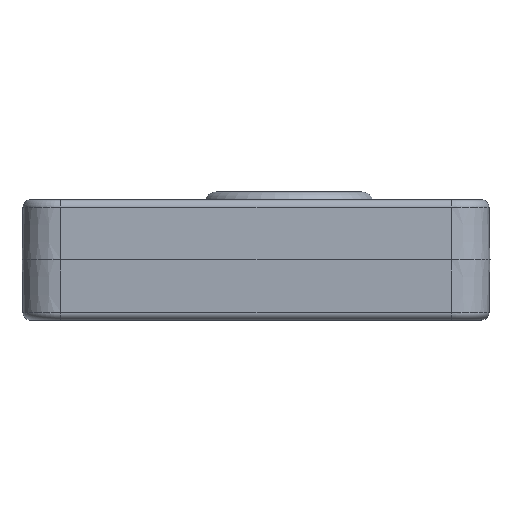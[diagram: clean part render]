
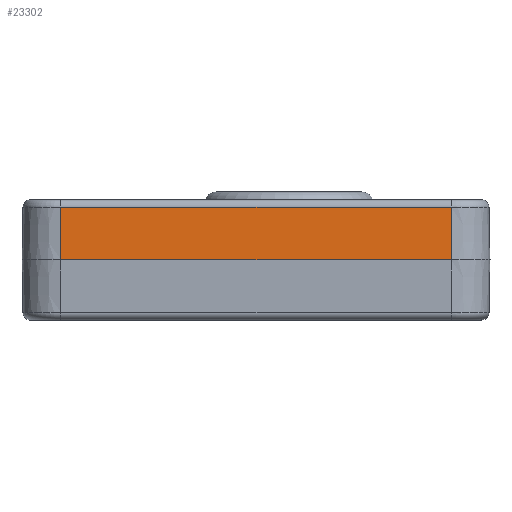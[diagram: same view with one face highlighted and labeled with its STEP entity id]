
A CAD part, left-side view. The second image highlights one B-rep face of the part: STEP entity #23302.
In plain terms, the highlighted planar face has unit normal (-1, 0, 0.018).
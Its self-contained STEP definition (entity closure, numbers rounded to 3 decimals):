
#18671 = CYLINDRICAL_SURFACE('',#18672,2.);
#18672 = AXIS2_PLACEMENT_3D('',#18673,#18674,#18675);
#18673 = CARTESIAN_POINT('',(-55.014,59.049,-2.));
#18674 = DIRECTION('',(0.,-1.,0.));
#18675 = DIRECTION('',(0.,0.,1.));
#21730 = VERTEX_POINT('',#21731);
#21731 = CARTESIAN_POINT('',(-57.014,58.75,-1.965));
#21746 = CONICAL_SURFACE('',#21747,9.882,0.017);
#21747 = AXIS2_PLACEMENT_3D('',#21748,#21749,#21750);
#21748 = CARTESIAN_POINT('',(-47.25,58.75,-8.733));
#21749 = DIRECTION('',(0.,0.,-1.));
#21750 = DIRECTION('',(-1.,0.,0.));
#21786 = EDGE_CURVE('',#21730,#21787,#21789,.T.);
#21787 = VERTEX_POINT('',#21788);
#21788 = CARTESIAN_POINT('',(-57.014,-41.75,
    -1.965));
#21789 = SURFACE_CURVE('',#21790,(#21794,#21801),.PCURVE_S1.);
#21790 = LINE('',#21791,#21792);
#21791 = CARTESIAN_POINT('',(-57.014,58.75,
    -1.965));
#21792 = VECTOR('',#21793,1.);
#21793 = DIRECTION('',(0.,-1.,0.));
#21794 = PCURVE('',#18671,#21795);
#21795 = DEFINITIONAL_REPRESENTATION('',(#21796),#21800);
#21796 = LINE('',#21797,#21798);
#21797 = CARTESIAN_POINT('',(1.553,0.299));
#21798 = VECTOR('',#21799,1.);
#21799 = DIRECTION('',(0.,1.));
#21800 = ( GEOMETRIC_REPRESENTATION_CONTEXT(2) 
PARAMETRIC_REPRESENTATION_CONTEXT() REPRESENTATION_CONTEXT('2D SPACE',''
  ) );
#21801 = PCURVE('',#21802,#21807);
#21802 = PLANE('',#21803);
#21803 = AXIS2_PLACEMENT_3D('',#21804,#21805,#21806);
#21804 = CARTESIAN_POINT('',(-57.25,58.75,-15.5));
#21805 = DIRECTION('',(-1.,0.,0.017));
#21806 = DIRECTION('',(0.,-1.,0.));
#21807 = DEFINITIONAL_REPRESENTATION('',(#21808),#21812);
#21808 = LINE('',#21809,#21810);
#21809 = CARTESIAN_POINT('',(0.,13.537));
#21810 = VECTOR('',#21811,1.);
#21811 = DIRECTION('',(1.,0.));
#21812 = ( GEOMETRIC_REPRESENTATION_CONTEXT(2) 
PARAMETRIC_REPRESENTATION_CONTEXT() REPRESENTATION_CONTEXT('2D SPACE',''
  ) );
#21858 = CONICAL_SURFACE('',#21859,9.882,0.017);
#21859 = AXIS2_PLACEMENT_3D('',#21860,#21861,#21862);
#21860 = CARTESIAN_POINT('',(-47.25,-41.75,-8.733));
#21861 = DIRECTION('',(0.,0.,-1.));
#21862 = DIRECTION('',(-1.,0.,0.));
#23253 = VERTEX_POINT('',#23254);
#23254 = CARTESIAN_POINT('',(-57.25,58.75,-15.5));
#23281 = EDGE_CURVE('',#21730,#23253,#23282,.T.);
#23282 = SURFACE_CURVE('',#23283,(#23287,#23294),.PCURVE_S1.);
#23283 = LINE('',#23284,#23285);
#23284 = CARTESIAN_POINT('',(-57.014,58.75,
    -1.965));
#23285 = VECTOR('',#23286,1.);
#23286 = DIRECTION('',(-0.017,0.,
    -1.));
#23287 = PCURVE('',#21746,#23288);
#23288 = DEFINITIONAL_REPRESENTATION('',(#23289),#23293);
#23289 = LINE('',#23290,#23291);
#23290 = CARTESIAN_POINT('',(0.,-6.767));
#23291 = VECTOR('',#23292,1.);
#23292 = DIRECTION('',(0.,1.));
#23293 = ( GEOMETRIC_REPRESENTATION_CONTEXT(2) 
PARAMETRIC_REPRESENTATION_CONTEXT() REPRESENTATION_CONTEXT('2D SPACE',''
  ) );
#23294 = PCURVE('',#21802,#23295);
#23295 = DEFINITIONAL_REPRESENTATION('',(#23296),#23300);
#23296 = LINE('',#23297,#23298);
#23297 = CARTESIAN_POINT('',(0.,13.537));
#23298 = VECTOR('',#23299,1.);
#23299 = DIRECTION('',(0.,-1.));
#23300 = ( GEOMETRIC_REPRESENTATION_CONTEXT(2) 
PARAMETRIC_REPRESENTATION_CONTEXT() REPRESENTATION_CONTEXT('2D SPACE',''
  ) );
#23302 = ADVANCED_FACE('',(#23303),#21802,.T.);
#23303 = FACE_BOUND('',#23304,.F.);
#23304 = EDGE_LOOP('',(#23305,#23306,#23351,#23377));
#23305 = ORIENTED_EDGE('',*,*,#21786,.T.);
#23306 = ORIENTED_EDGE('',*,*,#23307,.T.);
#23307 = EDGE_CURVE('',#21787,#23308,#23310,.T.);
#23308 = VERTEX_POINT('',#23309);
#23309 = CARTESIAN_POINT('',(-57.25,-41.75,-15.5));
#23310 = SURFACE_CURVE('',#23311,(#23315,#23322),.PCURVE_S1.);
#23311 = LINE('',#23312,#23313);
#23312 = CARTESIAN_POINT('',(-57.014,-41.75,
    -1.965));
#23313 = VECTOR('',#23314,1.);
#23314 = DIRECTION('',(-0.017,0.,
    -1.));
#23315 = PCURVE('',#21802,#23316);
#23316 = DEFINITIONAL_REPRESENTATION('',(#23317),#23321);
#23317 = LINE('',#23318,#23319);
#23318 = CARTESIAN_POINT('',(100.5,13.537));
#23319 = VECTOR('',#23320,1.);
#23320 = DIRECTION('',(0.,-1.));
#23321 = ( GEOMETRIC_REPRESENTATION_CONTEXT(2) 
PARAMETRIC_REPRESENTATION_CONTEXT() REPRESENTATION_CONTEXT('2D SPACE',''
  ) );
#23322 = PCURVE('',#21858,#23323);
#23323 = DEFINITIONAL_REPRESENTATION('',(#23324),#23350);
#23324 = B_SPLINE_CURVE_WITH_KNOTS('',3,(#23325,#23326,#23327,#23328,
    #23329,#23330,#23331,#23332,#23333,#23334,#23335,#23336,#23337,
    #23338,#23339,#23340,#23341,#23342,#23343,#23344,#23345,#23346,
    #23347,#23348,#23349),.UNSPECIFIED.,.F.,.F.,(4,1,1,1,1,1,1,1,1,1,1,1
    ,1,1,1,1,1,1,1,1,1,1,4),(-0.,0.615,1.231,
    1.846,2.461,3.077,3.692,
    4.307,4.923,5.538,6.153,
    6.768,7.384,7.999,8.614,
    9.23,9.845,10.46,11.076,
    11.691,12.306,12.922,13.537),
  .QUASI_UNIFORM_KNOTS.);
#23325 = CARTESIAN_POINT('',(6.283,-6.767));
#23326 = CARTESIAN_POINT('',(6.283,-6.562));
#23327 = CARTESIAN_POINT('',(6.283,-6.152));
#23328 = CARTESIAN_POINT('',(6.283,-5.537));
#23329 = CARTESIAN_POINT('',(6.283,-4.922));
#23330 = CARTESIAN_POINT('',(6.283,-4.307));
#23331 = CARTESIAN_POINT('',(6.283,-3.691));
#23332 = CARTESIAN_POINT('',(6.283,-3.076));
#23333 = CARTESIAN_POINT('',(6.283,-2.461));
#23334 = CARTESIAN_POINT('',(6.283,-1.846));
#23335 = CARTESIAN_POINT('',(6.283,-1.23));
#23336 = CARTESIAN_POINT('',(6.283,-0.615));
#23337 = CARTESIAN_POINT('',(6.283,0.));
#23338 = CARTESIAN_POINT('',(6.283,0.615));
#23339 = CARTESIAN_POINT('',(6.283,1.23));
#23340 = CARTESIAN_POINT('',(6.283,1.846));
#23341 = CARTESIAN_POINT('',(6.283,2.461));
#23342 = CARTESIAN_POINT('',(6.283,3.076));
#23343 = CARTESIAN_POINT('',(6.283,3.691));
#23344 = CARTESIAN_POINT('',(6.283,4.307));
#23345 = CARTESIAN_POINT('',(6.283,4.922));
#23346 = CARTESIAN_POINT('',(6.283,5.537));
#23347 = CARTESIAN_POINT('',(6.283,6.152));
#23348 = CARTESIAN_POINT('',(6.283,6.562));
#23349 = CARTESIAN_POINT('',(6.283,6.767));
#23350 = ( GEOMETRIC_REPRESENTATION_CONTEXT(2) 
PARAMETRIC_REPRESENTATION_CONTEXT() REPRESENTATION_CONTEXT('2D SPACE',''
  ) );
#23351 = ORIENTED_EDGE('',*,*,#23352,.F.);
#23352 = EDGE_CURVE('',#23253,#23308,#23353,.T.);
#23353 = SURFACE_CURVE('',#23354,(#23358,#23365),.PCURVE_S1.);
#23354 = LINE('',#23355,#23356);
#23355 = CARTESIAN_POINT('',(-57.25,58.75,-15.5));
#23356 = VECTOR('',#23357,1.);
#23357 = DIRECTION('',(0.,-1.,0.));
#23358 = PCURVE('',#21802,#23359);
#23359 = DEFINITIONAL_REPRESENTATION('',(#23360),#23364);
#23360 = LINE('',#23361,#23362);
#23361 = CARTESIAN_POINT('',(0.,0.));
#23362 = VECTOR('',#23363,1.);
#23363 = DIRECTION('',(1.,0.));
#23364 = ( GEOMETRIC_REPRESENTATION_CONTEXT(2) 
PARAMETRIC_REPRESENTATION_CONTEXT() REPRESENTATION_CONTEXT('2D SPACE',''
  ) );
#23365 = PCURVE('',#23366,#23371);
#23366 = PLANE('',#23367);
#23367 = AXIS2_PLACEMENT_3D('',#23368,#23369,#23370);
#23368 = CARTESIAN_POINT('',(-57.25,58.75,-15.5));
#23369 = DIRECTION('',(-1.,0.,-0.017));
#23370 = DIRECTION('',(0.,-1.,0.));
#23371 = DEFINITIONAL_REPRESENTATION('',(#23372),#23376);
#23372 = LINE('',#23373,#23374);
#23373 = CARTESIAN_POINT('',(0.,0.));
#23374 = VECTOR('',#23375,1.);
#23375 = DIRECTION('',(1.,0.));
#23376 = ( GEOMETRIC_REPRESENTATION_CONTEXT(2) 
PARAMETRIC_REPRESENTATION_CONTEXT() REPRESENTATION_CONTEXT('2D SPACE',''
  ) );
#23377 = ORIENTED_EDGE('',*,*,#23281,.F.);
